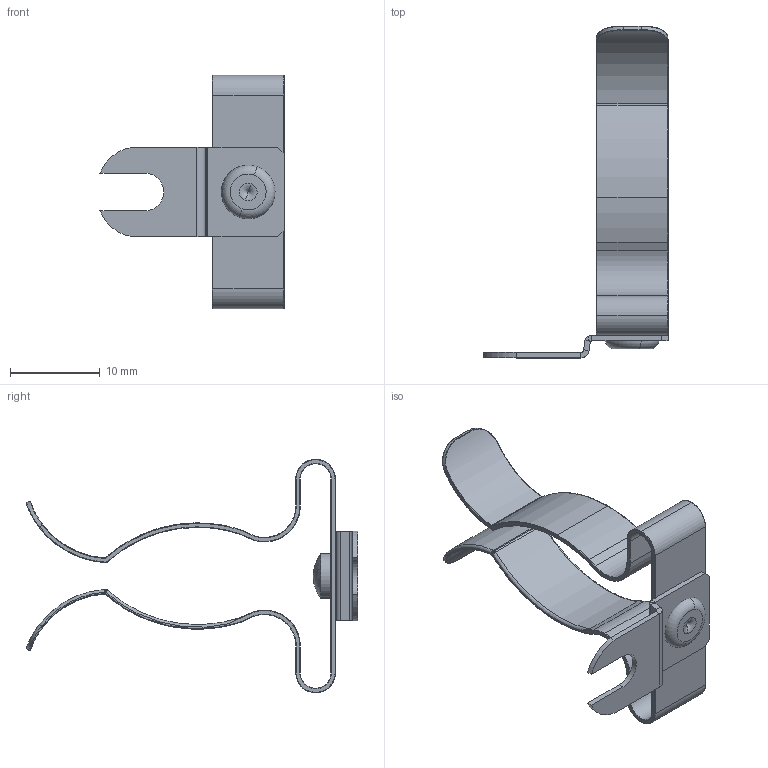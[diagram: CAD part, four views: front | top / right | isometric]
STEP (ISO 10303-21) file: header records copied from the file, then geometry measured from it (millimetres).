
FILE_DESCRIPTION (( 'STEP AP214' ), '1' );
FILE_NAME ('1022-516.STEP', '2024-03-15T09:36:49', ( '' ), ( '' ), 'SwSTEP 2.0', 'SolidWorks 2022', '' );
FILE_SCHEMA (( 'AUTOMOTIVE_DESIGN' ));
Length unit declared in the file: millimetre
Products named in the file (4): 1022-062.Kunde; 3x1,5_1mm Blechstärke; 1010-017; 1022-516
Assembly tree (3 placements, depth 2):
  1022-516
    1022-062.Kunde
    1010-017
    3x1,5_1mm Blechstärke
Bounding box: 20.52 x 36.99 x 26.02 mm (x, y, z)
Volume: 608.5 mm3; surface area: 2396.9 mm2
Topology: 3 solids, 3 shells, 201 faces, 465 edges, 268 vertices
Faces by surface type: cylinder 80, bspline 71, plane 44, torus 4, sphere 2
Entity records: 7419 total; most frequent: CARTESIAN_POINT 3064, ORIENTED_EDGE 920, DIRECTION 863, EDGE_CURVE 460, AXIS2_PLACEMENT_3D 345, VERTEX_POINT 268, CIRCLE 209, EDGE_LOOP 208
